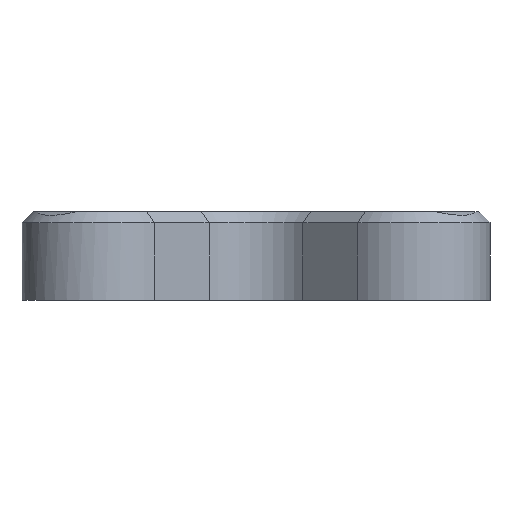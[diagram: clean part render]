
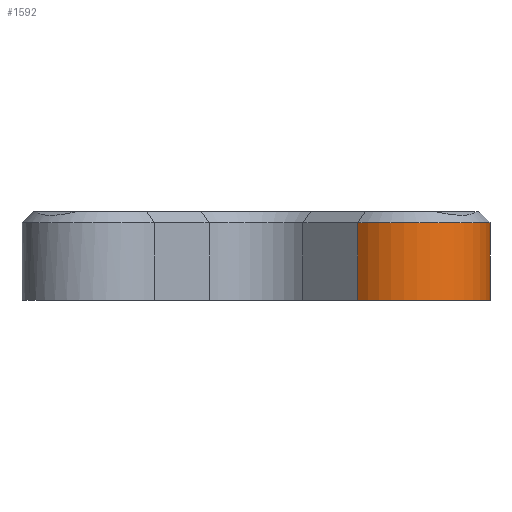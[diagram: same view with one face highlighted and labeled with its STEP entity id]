
A CAD part, front view. The second image highlights one B-rep face of the part: STEP entity #1592.
In plain terms, the highlighted cylindrical face has radius 3.504 mm (diameter 7.008 mm), a partial arc.
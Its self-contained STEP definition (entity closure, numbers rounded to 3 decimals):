
#255 = AXIS2_PLACEMENT_3D ( 'NONE', #1380, #3358, #4896 ) ;
#290 = CARTESIAN_POINT ( 'NONE',  ( 10.575, -7.071, -2. ) ) ;
#310 = ORIENTED_EDGE ( 'NONE', *, *, #1393, .T. ) ;
#318 = VERTEX_POINT ( 'NONE', #290 ) ;
#463 = EDGE_CURVE ( 'NONE', #4516, #3837, #1802, .T. ) ;
#764 = ORIENTED_EDGE ( 'NONE', *, *, #4580, .T. ) ;
#979 = LINE ( 'NONE', #5036, #3801 ) ;
#1300 = DIRECTION ( 'NONE',  ( 1., 0., 0. ) ) ;
#1380 = CARTESIAN_POINT ( 'NONE',  ( 7.071, -7.071, -2. ) ) ;
#1393 = EDGE_CURVE ( 'NONE', #318, #5013, #979, .T. ) ;
#1401 = CIRCLE ( 'NONE', #4162, 3.504 ) ;
#1431 = CIRCLE ( 'NONE', #255, 3.504 ) ;
#1592 = ADVANCED_FACE ( 'NONE', ( #3647 ), #4069, .T. ) ;
#1674 = CARTESIAN_POINT ( 'NONE',  ( 4.593, -9.549, -2. ) ) ;
#1739 = CARTESIAN_POINT ( 'NONE',  ( 7.071, -7.071, -21. ) ) ;
#1802 = LINE ( 'NONE', #3858, #4041 ) ;
#2209 = DIRECTION ( 'NONE',  ( 0., 0., 1. ) ) ;
#2518 = DIRECTION ( 'NONE',  ( 0., 0., 1. ) ) ;
#2582 = DIRECTION ( 'NONE',  ( 0., 0., -1. ) ) ;
#2629 = CARTESIAN_POINT ( 'NONE',  ( 4.593, -9.549, 1.5 ) ) ;
#2894 = AXIS2_PLACEMENT_3D ( 'NONE', #1739, #2518, #1300 ) ;
#3007 = CARTESIAN_POINT ( 'NONE',  ( 10.575, -7.071, 1.5 ) ) ;
#3053 = ORIENTED_EDGE ( 'NONE', *, *, #3705, .F. ) ;
#3358 = DIRECTION ( 'NONE',  ( 0., 0., -1. ) ) ;
#3451 = ORIENTED_EDGE ( 'NONE', *, *, #463, .F. ) ;
#3491 = EDGE_LOOP ( 'NONE', ( #3053, #310, #764, #3451 ) ) ;
#3647 = FACE_OUTER_BOUND ( 'NONE', #3491, .T. ) ;
#3705 = EDGE_CURVE ( 'NONE', #318, #4516, #1431, .T. ) ;
#3779 = DIRECTION ( 'NONE',  ( 1., 0., 0. ) ) ;
#3801 = VECTOR ( 'NONE', #2209, 1000. ) ;
#3837 = VERTEX_POINT ( 'NONE', #2629 ) ;
#3858 = CARTESIAN_POINT ( 'NONE',  ( 4.593, -9.549, -21. ) ) ;
#4041 = VECTOR ( 'NONE', #4999, 1000. ) ;
#4069 = CYLINDRICAL_SURFACE ( 'NONE', #2894, 3.504 ) ;
#4162 = AXIS2_PLACEMENT_3D ( 'NONE', #4925, #2582, #3779 ) ;
#4516 = VERTEX_POINT ( 'NONE', #1674 ) ;
#4580 = EDGE_CURVE ( 'NONE', #5013, #3837, #1401, .T. ) ;
#4896 = DIRECTION ( 'NONE',  ( -1., 0., 0. ) ) ;
#4925 = CARTESIAN_POINT ( 'NONE',  ( 7.071, -7.071, 1.5 ) ) ;
#4999 = DIRECTION ( 'NONE',  ( 0., 0., 1. ) ) ;
#5013 = VERTEX_POINT ( 'NONE', #3007 ) ;
#5036 = CARTESIAN_POINT ( 'NONE',  ( 10.575, -7.071, -21. ) ) ;
